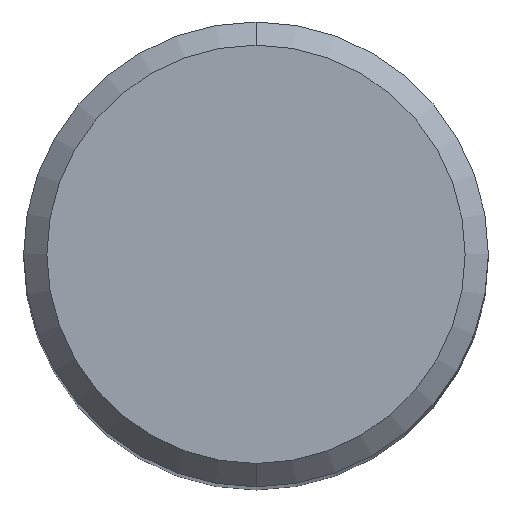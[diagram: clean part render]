
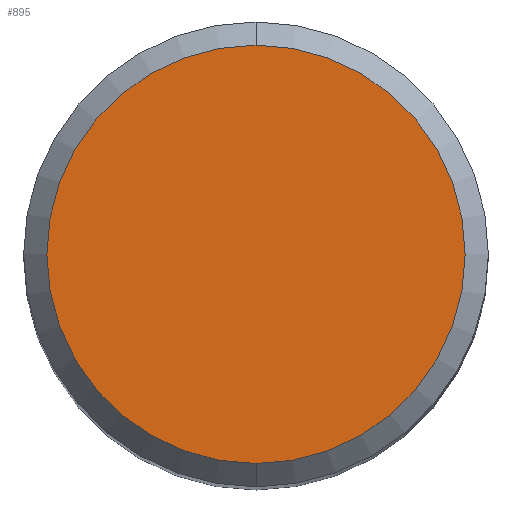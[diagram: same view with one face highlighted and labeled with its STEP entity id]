
A CAD part, top view. The second image highlights one B-rep face of the part: STEP entity #895.
In plain terms, the highlighted planar face has unit normal (0, 0, 1).
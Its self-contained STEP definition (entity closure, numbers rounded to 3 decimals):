
#763=EDGE_CURVE('',#787,#897,#1435,.T.);
#787=VERTEX_POINT('',#1462);
#895=ADVANCED_FACE('',(#1580),#1581,.T.);
#897=VERTEX_POINT('',#1583);
#935=EDGE_CURVE('',#897,#787,#1626,.T.);
#1435=CIRCLE('',#5309,4.5);
#1462=CARTESIAN_POINT('',(0.0,4.5,0.0));
#1580=FACE_OUTER_BOUND('',#6588,.T.);
#1581=PLANE('',#6589);
#1583=CARTESIAN_POINT('',(0.,-4.5,0.0));
#1626=CIRCLE('',#7458,4.5);
#5309=AXIS2_PLACEMENT_3D('',#8050,#8051,#8052);
#6588=EDGE_LOOP('',(#8209,#8210));
#6589=AXIS2_PLACEMENT_3D('',#8211,#8212,#8213);
#7458=AXIS2_PLACEMENT_3D('',#8286,#8287,#8288);
#8050=CARTESIAN_POINT('',(0.0,0.0,0.0));
#8051=DIRECTION('',(0.0,0.0,-1.0));
#8052=DIRECTION('',(0.0,1.0,0.0));
#8209=ORIENTED_EDGE('',*,*,#763,.F.);
#8210=ORIENTED_EDGE('',*,*,#935,.F.);
#8211=CARTESIAN_POINT('',(0.0,2.25,0.0));
#8212=DIRECTION('',(-0.0,0.0,1.0));
#8213=DIRECTION('',(0.0,-1.0,0.0));
#8286=CARTESIAN_POINT('',(0.0,0.0,0.0));
#8287=DIRECTION('',(0.0,0.0,-1.0));
#8288=DIRECTION('',(0.0,1.0,0.0));
